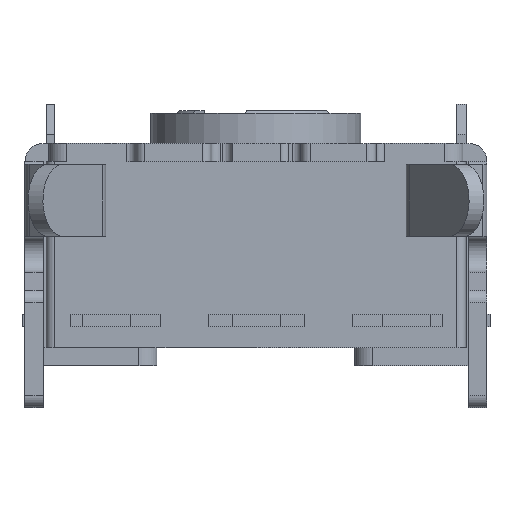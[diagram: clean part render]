
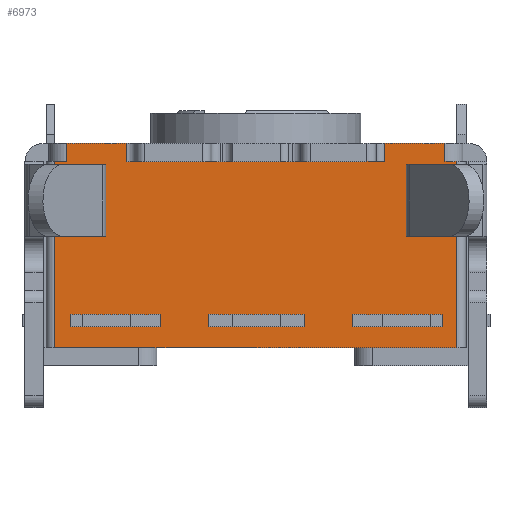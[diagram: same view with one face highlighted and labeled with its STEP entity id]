
A CAD part, front view. The second image highlights one B-rep face of the part: STEP entity #6973.
In plain terms, the highlighted planar face has unit normal (0, -1, 0).
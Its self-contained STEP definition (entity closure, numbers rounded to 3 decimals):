
#612=DIRECTION('',(1.,0.,0.));
#613=VECTOR('',#612,1.);
#614=CARTESIAN_POINT('',(2.15,-3.5,-0.5));
#615=LINE('',#614,#613);
#682=DIRECTION('',(1.,0.,0.));
#683=VECTOR('',#682,1.);
#684=CARTESIAN_POINT('',(-3.15,-3.5,-0.5));
#685=LINE('',#684,#683);
#1845=DIRECTION('',(0.,0.,1.));
#1846=VECTOR('',#1845,0.3);
#1847=CARTESIAN_POINT('',(-3.15,-3.5,-0.8));
#1848=LINE('',#1847,#1846);
#1849=DIRECTION('',(-1.,0.,0.));
#1850=VECTOR('',#1849,0.2);
#1851=CARTESIAN_POINT('',(-3.15,-3.5,-0.8));
#1852=LINE('',#1851,#1850);
#1853=DIRECTION('',(-1.,0.,0.));
#1854=VECTOR('',#1853,4.3);
#1855=CARTESIAN_POINT('',(2.15,-3.5,-0.8));
#1856=LINE('',#1855,#1854);
#1857=DIRECTION('',(-1.,0.,0.));
#1858=VECTOR('',#1857,0.2);
#1859=CARTESIAN_POINT('',(3.35,-3.5,-0.8));
#1860=LINE('',#1859,#1858);
#1861=DIRECTION('',(1.,0.,0.));
#1862=VECTOR('',#1861,6.7);
#1863=CARTESIAN_POINT('',(-3.35,-3.5,-3.9));
#1864=LINE('',#1863,#1862);
#1865=DIRECTION('',(0.,0.,1.));
#1866=VECTOR('',#1865,3.1);
#1867=CARTESIAN_POINT('',(-3.35,-3.5,-3.9));
#1868=LINE('',#1867,#1866);
#1873=DIRECTION('',(0.,0.,-1.));
#1874=VECTOR('',#1873,0.3);
#1875=CARTESIAN_POINT('',(-2.15,-3.5,-0.5));
#1876=LINE('',#1875,#1874);
#2051=DIRECTION('',(0.,0.,1.));
#2052=VECTOR('',#2051,0.3);
#2053=CARTESIAN_POINT('',(2.15,-3.5,-0.8));
#2054=LINE('',#2053,#2052);
#2063=DIRECTION('',(0.,0.,-1.));
#2064=VECTOR('',#2063,0.3);
#2065=CARTESIAN_POINT('',(3.15,-3.5,-0.5));
#2066=LINE('',#2065,#2064);
#2491=DIRECTION('',(0.,0.,-1.));
#2492=VECTOR('',#2491,3.1);
#2493=CARTESIAN_POINT('',(3.35,-3.5,-0.8));
#2494=LINE('',#2493,#2492);
#2503=DIRECTION('',(1.,0.,0.));
#2504=VECTOR('',#2503,1.5);
#2505=CARTESIAN_POINT('',(-3.1,-3.5,-3.55));
#2506=LINE('',#2505,#2504);
#2527=DIRECTION('',(-1.,0.,0.));
#2528=VECTOR('',#2527,1.5);
#2529=CARTESIAN_POINT('',(-1.6,-3.5,-3.35));
#2530=LINE('',#2529,#2528);
#2551=DIRECTION('',(0.,0.,1.));
#2552=VECTOR('',#2551,0.2);
#2553=CARTESIAN_POINT('',(-1.6,-3.5,-3.55));
#2554=LINE('',#2553,#2552);
#2583=DIRECTION('',(0.,0.,-1.));
#2584=VECTOR('',#2583,0.2);
#2585=CARTESIAN_POINT('',(-3.1,-3.5,-3.35));
#2586=LINE('',#2585,#2584);
#2595=DIRECTION('',(-1.,0.,0.));
#2596=VECTOR('',#2595,1.6);
#2597=CARTESIAN_POINT('',(0.8,-3.5,-3.35));
#2598=LINE('',#2597,#2596);
#2631=DIRECTION('',(1.,0.,0.));
#2632=VECTOR('',#2631,1.6);
#2633=CARTESIAN_POINT('',(-0.8,-3.5,-3.55));
#2634=LINE('',#2633,#2632);
#2655=DIRECTION('',(0.,0.,-1.));
#2656=VECTOR('',#2655,0.2);
#2657=CARTESIAN_POINT('',(-0.8,-3.5,-3.35));
#2658=LINE('',#2657,#2656);
#2675=DIRECTION('',(0.,0.,1.));
#2676=VECTOR('',#2675,0.2);
#2677=CARTESIAN_POINT('',(0.8,-3.5,-3.55));
#2678=LINE('',#2677,#2676);
#2703=DIRECTION('',(-1.,0.,0.));
#2704=VECTOR('',#2703,1.5);
#2705=CARTESIAN_POINT('',(3.1,-3.5,-3.35));
#2706=LINE('',#2705,#2704);
#2727=DIRECTION('',(1.,0.,0.));
#2728=VECTOR('',#2727,1.5);
#2729=CARTESIAN_POINT('',(1.6,-3.5,-3.55));
#2730=LINE('',#2729,#2728);
#2759=DIRECTION('',(0.,0.,-1.));
#2760=VECTOR('',#2759,0.2);
#2761=CARTESIAN_POINT('',(1.6,-3.5,-3.35));
#2762=LINE('',#2761,#2760);
#2771=DIRECTION('',(0.,0.,1.));
#2772=VECTOR('',#2771,0.2);
#2773=CARTESIAN_POINT('',(3.1,-3.5,-3.55));
#2774=LINE('',#2773,#2772);
#3711=CARTESIAN_POINT('',(3.35,-3.5,-3.9));
#3712=VERTEX_POINT('',#3711);
#3713=CARTESIAN_POINT('',(-3.35,-3.5,-3.9));
#3714=VERTEX_POINT('',#3713);
#3727=CARTESIAN_POINT('',(3.35,-3.5,-0.8));
#3728=VERTEX_POINT('',#3727);
#3729=CARTESIAN_POINT('',(-3.35,-3.5,-0.8));
#3730=VERTEX_POINT('',#3729);
#3731=CARTESIAN_POINT('',(3.15,-3.5,-0.8));
#3732=VERTEX_POINT('',#3731);
#3733=CARTESIAN_POINT('',(3.15,-3.5,-0.5));
#3734=VERTEX_POINT('',#3733);
#3735=CARTESIAN_POINT('',(2.15,-3.5,-0.5));
#3736=VERTEX_POINT('',#3735);
#3737=CARTESIAN_POINT('',(2.15,-3.5,-0.8));
#3738=VERTEX_POINT('',#3737);
#3739=CARTESIAN_POINT('',(-2.15,-3.5,-0.8));
#3740=VERTEX_POINT('',#3739);
#3741=CARTESIAN_POINT('',(-2.15,-3.5,-0.5));
#3742=VERTEX_POINT('',#3741);
#3743=CARTESIAN_POINT('',(-3.15,-3.5,-0.5));
#3744=VERTEX_POINT('',#3743);
#3745=CARTESIAN_POINT('',(-3.15,-3.5,-0.8));
#3746=VERTEX_POINT('',#3745);
#3747=CARTESIAN_POINT('',(-3.1,-3.5,-3.55));
#3748=CARTESIAN_POINT('',(-1.6,-3.5,-3.55));
#3749=VERTEX_POINT('',#3747);
#3750=VERTEX_POINT('',#3748);
#3751=CARTESIAN_POINT('',(-3.1,-3.5,-3.35));
#3752=VERTEX_POINT('',#3751);
#3753=CARTESIAN_POINT('',(-1.6,-3.5,-3.35));
#3754=VERTEX_POINT('',#3753);
#3755=CARTESIAN_POINT('',(0.8,-3.5,-3.35));
#3756=CARTESIAN_POINT('',(-0.8,-3.5,-3.35));
#3757=VERTEX_POINT('',#3755);
#3758=VERTEX_POINT('',#3756);
#3759=CARTESIAN_POINT('',(0.8,-3.5,-3.55));
#3760=VERTEX_POINT('',#3759);
#3761=CARTESIAN_POINT('',(-0.8,-3.5,-3.55));
#3762=VERTEX_POINT('',#3761);
#3763=CARTESIAN_POINT('',(3.1,-3.5,-3.35));
#3764=CARTESIAN_POINT('',(1.6,-3.5,-3.35));
#3765=VERTEX_POINT('',#3763);
#3766=VERTEX_POINT('',#3764);
#3767=CARTESIAN_POINT('',(3.1,-3.5,-3.55));
#3768=VERTEX_POINT('',#3767);
#3769=CARTESIAN_POINT('',(1.6,-3.5,-3.55));
#3770=VERTEX_POINT('',#3769);
#6917=CARTESIAN_POINT('',(-3.5,-3.5,-3.85));
#6918=DIRECTION('',(0.,-1.,0.));
#6919=DIRECTION('',(1.,0.,0.));
#6920=AXIS2_PLACEMENT_3D('',#6917,#6918,#6919);
#6921=PLANE('',#6920);
#6923=ORIENTED_EDGE('',*,*,#6922,.T.);
#6924=ORIENTED_EDGE('',*,*,#6884,.F.);
#6925=ORIENTED_EDGE('',*,*,#6912,.T.);
#6926=ORIENTED_EDGE('',*,*,#5258,.T.);
#6928=ORIENTED_EDGE('',*,*,#6927,.T.);
#6930=ORIENTED_EDGE('',*,*,#6929,.F.);
#6932=ORIENTED_EDGE('',*,*,#6931,.T.);
#6933=ORIENTED_EDGE('',*,*,#5218,.T.);
#6935=ORIENTED_EDGE('',*,*,#6934,.T.);
#6937=ORIENTED_EDGE('',*,*,#6936,.F.);
#6939=ORIENTED_EDGE('',*,*,#6938,.T.);
#6940=ORIENTED_EDGE('',*,*,#4798,.F.);
#6941=EDGE_LOOP('',(#6923,#6924,#6925,#6926,#6928,#6930,#6932,#6933,#6935,#6937,
#6939,#6940));
#6942=FACE_OUTER_BOUND('',#6941,.F.);
#6944=ORIENTED_EDGE('',*,*,#6943,.T.);
#6946=ORIENTED_EDGE('',*,*,#6945,.T.);
#6948=ORIENTED_EDGE('',*,*,#6947,.T.);
#6950=ORIENTED_EDGE('',*,*,#6949,.T.);
#6951=EDGE_LOOP('',(#6944,#6946,#6948,#6950));
#6952=FACE_BOUND('',#6951,.F.);
#6954=ORIENTED_EDGE('',*,*,#6953,.T.);
#6956=ORIENTED_EDGE('',*,*,#6955,.T.);
#6958=ORIENTED_EDGE('',*,*,#6957,.T.);
#6960=ORIENTED_EDGE('',*,*,#6959,.T.);
#6961=EDGE_LOOP('',(#6954,#6956,#6958,#6960));
#6962=FACE_BOUND('',#6961,.F.);
#6964=ORIENTED_EDGE('',*,*,#6963,.T.);
#6966=ORIENTED_EDGE('',*,*,#6965,.T.);
#6968=ORIENTED_EDGE('',*,*,#6967,.T.);
#6970=ORIENTED_EDGE('',*,*,#6969,.T.);
#6971=EDGE_LOOP('',(#6964,#6966,#6968,#6970));
#6972=FACE_BOUND('',#6971,.F.);
#4798=EDGE_CURVE('',#3714,#3712,#1864,.T.);
#5218=EDGE_CURVE('',#3736,#3734,#615,.T.);
#5258=EDGE_CURVE('',#3744,#3742,#685,.T.);
#6884=EDGE_CURVE('',#3746,#3730,#1852,.T.);
#6912=EDGE_CURVE('',#3746,#3744,#1848,.T.);
#6922=EDGE_CURVE('',#3714,#3730,#1868,.T.);
#6927=EDGE_CURVE('',#3742,#3740,#1876,.T.);
#6929=EDGE_CURVE('',#3738,#3740,#1856,.T.);
#6931=EDGE_CURVE('',#3738,#3736,#2054,.T.);
#6934=EDGE_CURVE('',#3734,#3732,#2066,.T.);
#6936=EDGE_CURVE('',#3728,#3732,#1860,.T.);
#6938=EDGE_CURVE('',#3728,#3712,#2494,.T.);
#6943=EDGE_CURVE('',#3749,#3750,#2506,.T.);
#6945=EDGE_CURVE('',#3750,#3754,#2554,.T.);
#6947=EDGE_CURVE('',#3754,#3752,#2530,.T.);
#6949=EDGE_CURVE('',#3752,#3749,#2586,.T.);
#6953=EDGE_CURVE('',#3757,#3758,#2598,.T.);
#6955=EDGE_CURVE('',#3758,#3762,#2658,.T.);
#6957=EDGE_CURVE('',#3762,#3760,#2634,.T.);
#6959=EDGE_CURVE('',#3760,#3757,#2678,.T.);
#6963=EDGE_CURVE('',#3765,#3766,#2706,.T.);
#6965=EDGE_CURVE('',#3766,#3770,#2762,.T.);
#6967=EDGE_CURVE('',#3770,#3768,#2730,.T.);
#6969=EDGE_CURVE('',#3768,#3765,#2774,.T.);
#6973=ADVANCED_FACE('',(#6942,#6952,#6962,#6972),#6921,.T.);
